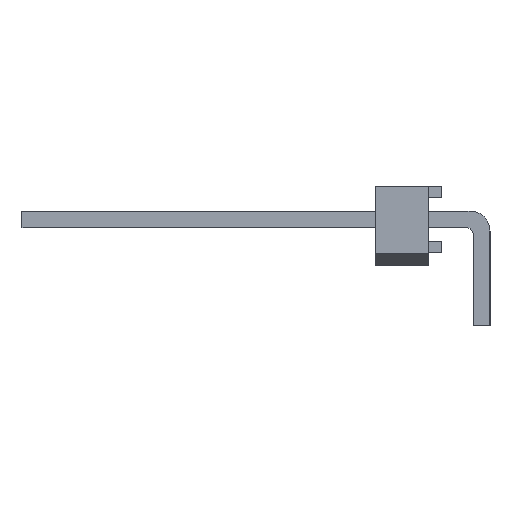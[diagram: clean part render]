
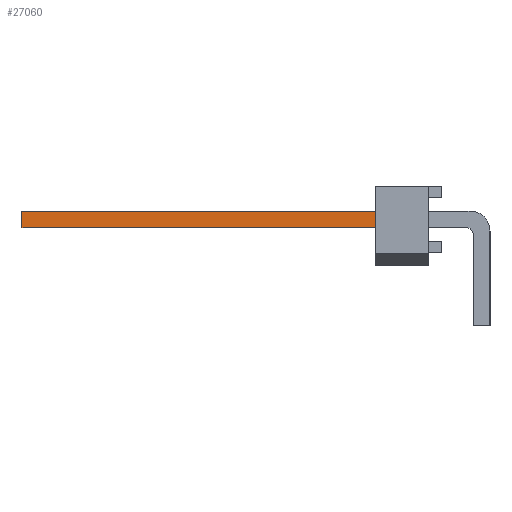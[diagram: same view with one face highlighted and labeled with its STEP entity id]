
A CAD part, left-side view. The second image highlights one B-rep face of the part: STEP entity #27060.
In plain terms, the highlighted face is planar.
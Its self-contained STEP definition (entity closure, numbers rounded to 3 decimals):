
#25919 = VERTEX_POINT('',#25920);
#25920 = CARTESIAN_POINT('',(21.908,17.526,-0.318));
#25926 = EDGE_CURVE('',#25927,#25919,#25929,.T.);
#25927 = VERTEX_POINT('',#25928);
#25928 = CARTESIAN_POINT('',(21.908,2.921,-0.318));
#25929 = LINE('',#25930,#25931);
#25930 = CARTESIAN_POINT('',(21.908,0.445,-0.318));
#25931 = VECTOR('',#25932,1.);
#25932 = DIRECTION('',(0.,1.,0.));
#26639 = VERTEX_POINT('',#26640);
#26640 = CARTESIAN_POINT('',(21.908,2.921,0.318));
#26646 = EDGE_CURVE('',#26647,#26639,#26649,.T.);
#26647 = VERTEX_POINT('',#26648);
#26648 = CARTESIAN_POINT('',(21.908,17.526,0.318));
#26649 = LINE('',#26650,#26651);
#26650 = CARTESIAN_POINT('',(21.908,17.526,0.318));
#26651 = VECTOR('',#26652,1.);
#26652 = DIRECTION('',(0.,-1.,0.));
#27049 = EDGE_CURVE('',#25919,#26647,#27050,.T.);
#27050 = LINE('',#27051,#27052);
#27051 = CARTESIAN_POINT('',(21.908,17.526,-0.318));
#27052 = VECTOR('',#27053,1.);
#27053 = DIRECTION('',(0.,0.,1.));
#27060 = ADVANCED_FACE('',(#27061),#27072,.T.);
#27061 = FACE_BOUND('',#27062,.T.);
#27062 = EDGE_LOOP('',(#27063,#27064,#27070,#27071));
#27063 = ORIENTED_EDGE('',*,*,#26646,.T.);
#27064 = ORIENTED_EDGE('',*,*,#27065,.T.);
#27065 = EDGE_CURVE('',#26639,#25927,#27066,.T.);
#27066 = LINE('',#27067,#27068);
#27067 = CARTESIAN_POINT('',(21.908,2.921,0.445));
#27068 = VECTOR('',#27069,1.);
#27069 = DIRECTION('',(0.,0.,-1.));
#27070 = ORIENTED_EDGE('',*,*,#25926,.T.);
#27071 = ORIENTED_EDGE('',*,*,#27049,.T.);
#27072 = PLANE('',#27073);
#27073 = AXIS2_PLACEMENT_3D('',#27074,#27075,#27076);
#27074 = CARTESIAN_POINT('',(21.908,0.445,0.445));
#27075 = DIRECTION('',(1.,0.,0.));
#27076 = DIRECTION('',(0.,0.,-1.));
